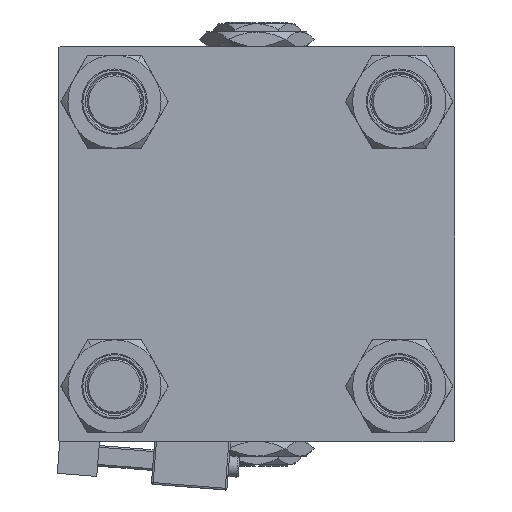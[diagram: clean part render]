
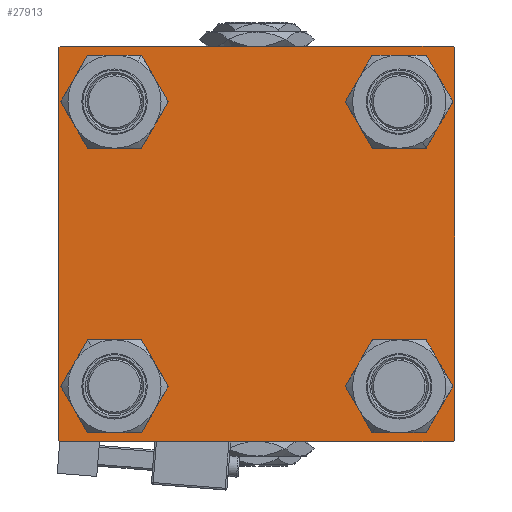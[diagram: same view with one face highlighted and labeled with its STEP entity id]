
A CAD part, left-side view. The second image highlights one B-rep face of the part: STEP entity #27913.
In plain terms, the highlighted planar face has unit normal (-1, 0, 0).
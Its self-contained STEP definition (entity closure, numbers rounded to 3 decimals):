
#666 = DIRECTION ( 'NONE',  ( 0., 0., 1. ) ) ;
#695 = CARTESIAN_POINT ( 'NONE',  ( 0., -57., 57.5 ) ) ;
#731 = DIRECTION ( 'NONE',  ( 1., 0., 0. ) ) ;
#1170 = DIRECTION ( 'NONE',  ( 1., 0., 0. ) ) ;
#1277 = DIRECTION ( 'NONE',  ( 0., 0., 1. ) ) ;
#1633 = VECTOR ( 'NONE', #52390, 1000. ) ;
#1880 = VERTEX_POINT ( 'NONE', #38566 ) ;
#2738 = VERTEX_POINT ( 'NONE', #6723 ) ;
#3063 = CIRCLE ( 'NONE', #31514, 8.5 ) ;
#3493 = VERTEX_POINT ( 'NONE', #39599 ) ;
#5178 = FACE_OUTER_BOUND ( 'NONE', #28270, .T. ) ;
#5213 = LINE ( 'NONE', #52797, #51224 ) ;
#5540 = CARTESIAN_POINT ( 'NONE',  ( 0., -41.35, 49.85 ) ) ;
#6007 = VERTEX_POINT ( 'NONE', #42471 ) ;
#6147 = CARTESIAN_POINT ( 'NONE',  ( 0., 41.35, 41.35 ) ) ;
#6181 = VECTOR ( 'NONE', #44320, 1000. ) ;
#6284 = DIRECTION ( 'NONE',  ( 0., 0., 1. ) ) ;
#6723 = CARTESIAN_POINT ( 'NONE',  ( 0., -41.35, -49.85 ) ) ;
#7160 = AXIS2_PLACEMENT_3D ( 'NONE', #14628, #731, #6284 ) ;
#7977 = VERTEX_POINT ( 'NONE', #5540 ) ;
#8968 = CARTESIAN_POINT ( 'NONE',  ( 0., -57.5, 57.5 ) ) ;
#9288 = DIRECTION ( 'NONE',  ( 1., 0., 0. ) ) ;
#9701 = DIRECTION ( 'NONE',  ( 0., 0., 1. ) ) ;
#9761 = ORIENTED_EDGE ( 'NONE', *, *, #21711, .T. ) ;
#9969 = CARTESIAN_POINT ( 'NONE',  ( 0., 57., 57.5 ) ) ;
#10787 = ORIENTED_EDGE ( 'NONE', *, *, #36749, .T. ) ;
#11052 = CIRCLE ( 'NONE', #14584, 8.5 ) ;
#11225 = CARTESIAN_POINT ( 'NONE',  ( 0., 57.5, 57. ) ) ;
#11248 = LINE ( 'NONE', #53563, #45849 ) ;
#11837 = EDGE_CURVE ( 'NONE', #51076, #33116, #18339, .T. ) ;
#12268 = VECTOR ( 'NONE', #34773, 1000. ) ;
#13359 = CARTESIAN_POINT ( 'NONE',  ( 0., -41.35, -41.35 ) ) ;
#13391 = CARTESIAN_POINT ( 'NONE',  ( 0., -57.25, -57.25 ) ) ;
#13512 = FACE_BOUND ( 'NONE', #16823, .T. ) ;
#13782 = EDGE_CURVE ( 'NONE', #28488, #42075, #47131, .T. ) ;
#14075 = LINE ( 'NONE', #39408, #19236 ) ;
#14107 = DIRECTION ( 'NONE',  ( 0., -1., 0. ) ) ;
#14513 = ORIENTED_EDGE ( 'NONE', *, *, #13782, .T. ) ;
#14584 = AXIS2_PLACEMENT_3D ( 'NONE', #6147, #31744, #23139 ) ;
#14628 = CARTESIAN_POINT ( 'NONE',  ( 0., 41.35, -41.35 ) ) ;
#15322 = ORIENTED_EDGE ( 'NONE', *, *, #18051, .F. ) ;
#15947 = ORIENTED_EDGE ( 'NONE', *, *, #17944, .T. ) ;
#16823 = EDGE_LOOP ( 'NONE', ( #14513, #15947 ) ) ;
#17476 = AXIS2_PLACEMENT_3D ( 'NONE', #51773, #22276, #47879 ) ;
#17944 = EDGE_CURVE ( 'NONE', #42075, #28488, #30053, .T. ) ;
#18051 = EDGE_CURVE ( 'NONE', #53004, #49467, #35409, .T. ) ;
#18339 = LINE ( 'NONE', #47290, #12268 ) ;
#19236 = VECTOR ( 'NONE', #26608, 1000. ) ;
#19265 = EDGE_CURVE ( 'NONE', #6007, #2738, #43410, .T. ) ;
#19388 = CARTESIAN_POINT ( 'NONE',  ( 0., 41.35, 49.85 ) ) ;
#19750 = EDGE_LOOP ( 'NONE', ( #53052, #30235 ) ) ;
#20080 = CARTESIAN_POINT ( 'NONE',  ( 0., 57.5, 57.5 ) ) ;
#20290 = AXIS2_PLACEMENT_3D ( 'NONE', #13359, #26991, #26167 ) ;
#20463 = CARTESIAN_POINT ( 'NONE',  ( 0., 41.35, -49.85 ) ) ;
#21260 = EDGE_CURVE ( 'NONE', #53004, #50233, #40697, .T. ) ;
#21275 = EDGE_CURVE ( 'NONE', #33116, #3493, #28155, .T. ) ;
#21407 = CARTESIAN_POINT ( 'NONE',  ( 0., 41.35, 41.35 ) ) ;
#21711 = EDGE_CURVE ( 'NONE', #32776, #1880, #22157, .T. ) ;
#22054 = CARTESIAN_POINT ( 'NONE',  ( 0., 41.35, -41.35 ) ) ;
#22157 = CIRCLE ( 'NONE', #52399, 8.5 ) ;
#22162 = PLANE ( 'NONE',  #24097 ) ;
#22276 = DIRECTION ( 'NONE',  ( 1., 0., 0. ) ) ;
#22504 = DIRECTION ( 'NONE',  ( 1., 0., 0. ) ) ;
#22965 = AXIS2_PLACEMENT_3D ( 'NONE', #22054, #1170, #34853 ) ;
#23139 = DIRECTION ( 'NONE',  ( 0., 0., 1. ) ) ;
#23337 = ORIENTED_EDGE ( 'NONE', *, *, #34606, .T. ) ;
#24097 = AXIS2_PLACEMENT_3D ( 'NONE', #48311, #34958, #1277 ) ;
#25460 = CARTESIAN_POINT ( 'NONE',  ( 0., 57., -57.5 ) ) ;
#25661 = DIRECTION ( 'NONE',  ( 0., -0.707, 0.707 ) ) ;
#26167 = DIRECTION ( 'NONE',  ( 0., 0., 1. ) ) ;
#26608 = DIRECTION ( 'NONE',  ( 0., -0.707, -0.707 ) ) ;
#26991 = DIRECTION ( 'NONE',  ( 1., 0., 0. ) ) ;
#27033 = ORIENTED_EDGE ( 'NONE', *, *, #49062, .F. ) ;
#27349 = DIRECTION ( 'NONE',  ( 0., 0., -1. ) ) ;
#27913 = ADVANCED_FACE ( 'NONE', ( #39131, #51660, #13512, #47205, #5178 ), #22162, .T. ) ;
#28155 = LINE ( 'NONE', #20080, #37295 ) ;
#28270 = EDGE_LOOP ( 'NONE', ( #41644, #34780, #45164, #53303, #15322, #52612, #27033, #49529 ) ) ;
#28488 = VERTEX_POINT ( 'NONE', #43888 ) ;
#28711 = CARTESIAN_POINT ( 'NONE',  ( 0., -57., -57.5 ) ) ;
#30053 = CIRCLE ( 'NONE', #22965, 8.5 ) ;
#30235 = ORIENTED_EDGE ( 'NONE', *, *, #35815, .T. ) ;
#30661 = CIRCLE ( 'NONE', #46638, 8.5 ) ;
#31060 = VERTEX_POINT ( 'NONE', #28711 ) ;
#31514 = AXIS2_PLACEMENT_3D ( 'NONE', #35176, #9288, #666 ) ;
#31744 = DIRECTION ( 'NONE',  ( 1., 0., 0. ) ) ;
#32583 = CIRCLE ( 'NONE', #17476, 8.5 ) ;
#32776 = VERTEX_POINT ( 'NONE', #19388 ) ;
#33116 = VERTEX_POINT ( 'NONE', #11225 ) ;
#34606 = EDGE_CURVE ( 'NONE', #1880, #32776, #11052, .T. ) ;
#34773 = DIRECTION ( 'NONE',  ( 0., 0.707, -0.707 ) ) ;
#34780 = ORIENTED_EDGE ( 'NONE', *, *, #40318, .T. ) ;
#34853 = DIRECTION ( 'NONE',  ( 0., 0., 1. ) ) ;
#34958 = DIRECTION ( 'NONE',  ( -1., 0., 0. ) ) ;
#35176 = CARTESIAN_POINT ( 'NONE',  ( 0., -41.35, 41.35 ) ) ;
#35409 = LINE ( 'NONE', #8968, #1633 ) ;
#35815 = EDGE_CURVE ( 'NONE', #47777, #7977, #3063, .T. ) ;
#36749 = EDGE_CURVE ( 'NONE', #2738, #6007, #30661, .T. ) ;
#37259 = VERTEX_POINT ( 'NONE', #25460 ) ;
#37295 = VECTOR ( 'NONE', #27349, 1000. ) ;
#38566 = CARTESIAN_POINT ( 'NONE',  ( 0., 41.35, 32.85 ) ) ;
#39131 = FACE_BOUND ( 'NONE', #19750, .T. ) ;
#39233 = EDGE_LOOP ( 'NONE', ( #39638, #10787 ) ) ;
#39408 = CARTESIAN_POINT ( 'NONE',  ( 0., 57.25, -57.25 ) ) ;
#39599 = CARTESIAN_POINT ( 'NONE',  ( 0., 57.5, -57. ) ) ;
#39638 = ORIENTED_EDGE ( 'NONE', *, *, #19265, .T. ) ;
#40318 = EDGE_CURVE ( 'NONE', #3493, #37259, #14075, .T. ) ;
#40464 = CARTESIAN_POINT ( 'NONE',  ( 0., -57.5, -57. ) ) ;
#40697 = LINE ( 'NONE', #41231, #6181 ) ;
#40998 = DIRECTION ( 'NONE',  ( 1., 0., 0. ) ) ;
#41044 = CARTESIAN_POINT ( 'NONE',  ( 0., -41.35, 32.85 ) ) ;
#41231 = CARTESIAN_POINT ( 'NONE',  ( 0., -57.25, 57.25 ) ) ;
#41496 = EDGE_CURVE ( 'NONE', #31060, #49467, #46802, .T. ) ;
#41644 = ORIENTED_EDGE ( 'NONE', *, *, #21275, .T. ) ;
#42075 = VERTEX_POINT ( 'NONE', #20463 ) ;
#42471 = CARTESIAN_POINT ( 'NONE',  ( 0., -41.35, -32.85 ) ) ;
#42484 = CARTESIAN_POINT ( 'NONE',  ( 0., -57.5, 57. ) ) ;
#43410 = CIRCLE ( 'NONE', #20290, 8.5 ) ;
#43888 = CARTESIAN_POINT ( 'NONE',  ( 0., 41.35, -32.85 ) ) ;
#44320 = DIRECTION ( 'NONE',  ( 0., 0.707, 0.707 ) ) ;
#44652 = DIRECTION ( 'NONE',  ( 0., -1., 0. ) ) ;
#44806 = EDGE_CURVE ( 'NONE', #37259, #31060, #11248, .T. ) ;
#45164 = ORIENTED_EDGE ( 'NONE', *, *, #44806, .T. ) ;
#45427 = CARTESIAN_POINT ( 'NONE',  ( 0., -41.35, -41.35 ) ) ;
#45849 = VECTOR ( 'NONE', #44652, 1000. ) ;
#46445 = EDGE_LOOP ( 'NONE', ( #9761, #23337 ) ) ;
#46638 = AXIS2_PLACEMENT_3D ( 'NONE', #45427, #40998, #49900 ) ;
#46802 = LINE ( 'NONE', #13391, #48376 ) ;
#47131 = CIRCLE ( 'NONE', #7160, 8.5 ) ;
#47205 = FACE_BOUND ( 'NONE', #46445, .T. ) ;
#47290 = CARTESIAN_POINT ( 'NONE',  ( 0., 57.25, 57.25 ) ) ;
#47777 = VERTEX_POINT ( 'NONE', #41044 ) ;
#47879 = DIRECTION ( 'NONE',  ( 0., 0., 1. ) ) ;
#48311 = CARTESIAN_POINT ( 'NONE',  ( 0., 0., 0. ) ) ;
#48376 = VECTOR ( 'NONE', #25661, 1000. ) ;
#49062 = EDGE_CURVE ( 'NONE', #51076, #50233, #5213, .T. ) ;
#49467 = VERTEX_POINT ( 'NONE', #40464 ) ;
#49529 = ORIENTED_EDGE ( 'NONE', *, *, #11837, .T. ) ;
#49867 = EDGE_CURVE ( 'NONE', #7977, #47777, #32583, .T. ) ;
#49900 = DIRECTION ( 'NONE',  ( 0., 0., 1. ) ) ;
#50233 = VERTEX_POINT ( 'NONE', #695 ) ;
#51076 = VERTEX_POINT ( 'NONE', #9969 ) ;
#51224 = VECTOR ( 'NONE', #14107, 1000. ) ;
#51660 = FACE_BOUND ( 'NONE', #39233, .T. ) ;
#51773 = CARTESIAN_POINT ( 'NONE',  ( 0., -41.35, 41.35 ) ) ;
#52390 = DIRECTION ( 'NONE',  ( 0., 0., -1. ) ) ;
#52399 = AXIS2_PLACEMENT_3D ( 'NONE', #21407, #22504, #9701 ) ;
#52612 = ORIENTED_EDGE ( 'NONE', *, *, #21260, .T. ) ;
#52797 = CARTESIAN_POINT ( 'NONE',  ( 0., 57.5, 57.5 ) ) ;
#53004 = VERTEX_POINT ( 'NONE', #42484 ) ;
#53052 = ORIENTED_EDGE ( 'NONE', *, *, #49867, .T. ) ;
#53303 = ORIENTED_EDGE ( 'NONE', *, *, #41496, .T. ) ;
#53563 = CARTESIAN_POINT ( 'NONE',  ( 0., 57.5, -57.5 ) ) ;
